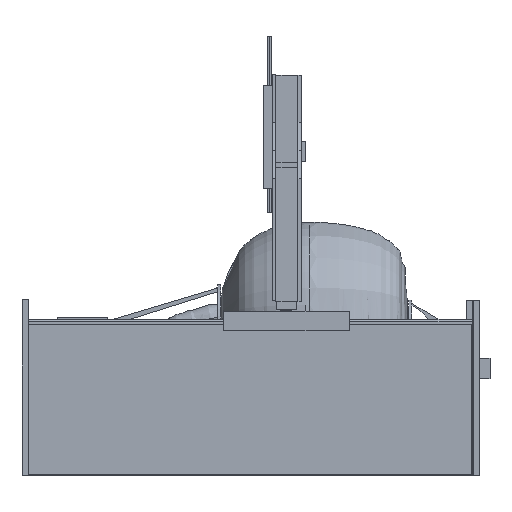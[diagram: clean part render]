
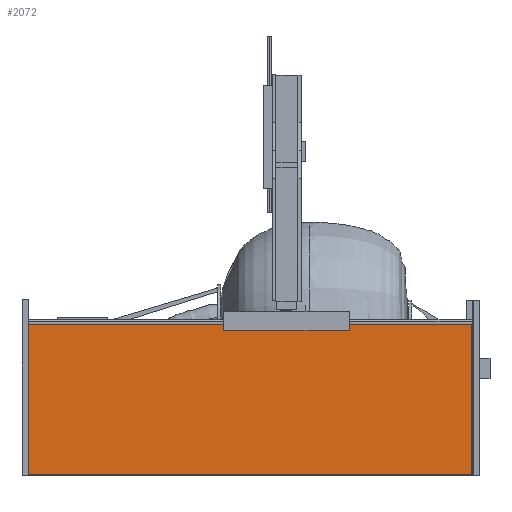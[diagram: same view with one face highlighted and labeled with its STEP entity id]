
A CAD part, front view. The second image highlights one B-rep face of the part: STEP entity #2072.
In plain terms, the highlighted face is planar.
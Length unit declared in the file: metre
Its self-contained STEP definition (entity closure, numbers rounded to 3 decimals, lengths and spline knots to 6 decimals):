
#2072 = ADVANCED_FACE( '', ( #3051 ), #3052, .T. );
#3051 = FACE_OUTER_BOUND( '', #19674, .T. );
#3052 = PLANE( '', #19675 );
#19674 = EDGE_LOOP( '', ( #21103, #21104, #21105, #21106 ) );
#19675 = AXIS2_PLACEMENT_3D( '', #21107, #21108, #21109 );
#21103 = ORIENTED_EDGE( '', *, *, #24868, .F. );
#21104 = ORIENTED_EDGE( '', *, *, #24869, .T. );
#21105 = ORIENTED_EDGE( '', *, *, #24870, .T. );
#21106 = ORIENTED_EDGE( '', *, *, #24866, .F. );
#21107 = CARTESIAN_POINT( '', ( 0.0127, 0.311544, -0.1619 ) );
#21108 = DIRECTION( '', ( 1., 0., 0. ) );
#21109 = DIRECTION( '', ( 0., 1., 0. ) );
#24866 = EDGE_CURVE( '', #54891, #54893, #54894, .T. );
#24868 = EDGE_CURVE( '', #54896, #54891, #54897, .T. );
#24869 = EDGE_CURVE( '', #54896, #54898, #54899, .T. );
#24870 = EDGE_CURVE( '', #54898, #54893, #54900, .T. );
#54891 = VERTEX_POINT( '', #56630 );
#54893 = VERTEX_POINT( '', #56633 );
#54894 = LINE( '', #56634, #56635 );
#54896 = VERTEX_POINT( '', #56638 );
#54897 = LINE( '', #56639, #56640 );
#54898 = VERTEX_POINT( '', #56641 );
#54899 = LINE( '', #56642, #56643 );
#54900 = LINE( '', #56644, #56645 );
#56630 = CARTESIAN_POINT( '', ( 0.0127, 0.76054, -0.0095 ) );
#56633 = CARTESIAN_POINT( '', ( 0.0127, 0.76054, -0.3143 ) );
#56634 = CARTESIAN_POINT( '', ( 0.0127, 0.76054, -0.1619 ) );
#56635 = VECTOR( '', #58531, 1. );
#56638 = CARTESIAN_POINT( '', ( 0.0127, -0.137451, -0.0095 ) );
#56639 = CARTESIAN_POINT( '', ( 0.0127, 0.311544, -0.0095 ) );
#56640 = VECTOR( '', #58533, 1. );
#56641 = CARTESIAN_POINT( '', ( 0.0127, -0.137451, -0.3143 ) );
#56642 = CARTESIAN_POINT( '', ( 0.0127, -0.137451, -0.1619 ) );
#56643 = VECTOR( '', #58534, 1. );
#56644 = CARTESIAN_POINT( '', ( 0.0127, 0.311544, -0.3143 ) );
#56645 = VECTOR( '', #58535, 1. );
#58531 = DIRECTION( '', ( 0., 0., -1. ) );
#58533 = DIRECTION( '', ( 0., 1., 0. ) );
#58534 = DIRECTION( '', ( 0., 0., -1. ) );
#58535 = DIRECTION( '', ( 0., 1., 0. ) );
